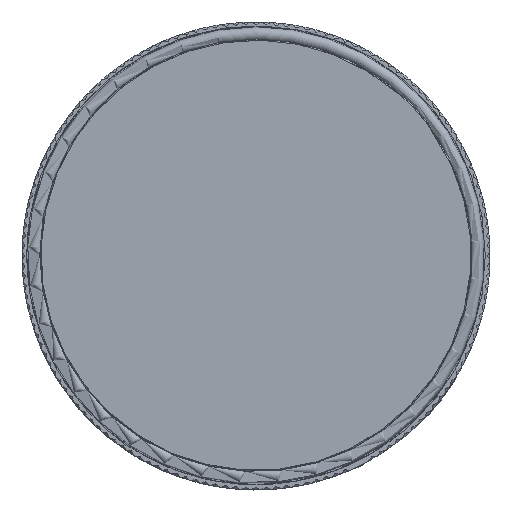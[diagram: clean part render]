
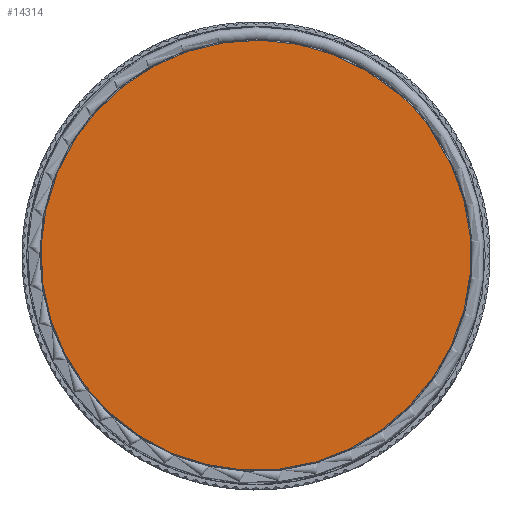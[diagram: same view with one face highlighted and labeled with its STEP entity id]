
A CAD part, top view. The second image highlights one B-rep face of the part: STEP entity #14314.
In plain terms, the highlighted planar face has unit normal (0, 0, 1).
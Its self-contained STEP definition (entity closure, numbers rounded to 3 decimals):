
#684=PLANE('',#15622);
#848=CIRCLE('',#14358,32.45);
#857=CIRCLE('',#14370,32.358);
#2393=FACE_OUTER_BOUND('',#3186,.T.);
#3186=EDGE_LOOP('',(#13443,#13444,#13445,#13446,#13447,#13448));
#3214=LINE('',#19475,#4153);
#4133=LINE('',#27555,#5072);
#4153=VECTOR('',#15722,10.);
#5072=VECTOR('',#19139,10.);
#5093=B_SPLINE_CURVE_WITH_KNOTS('',3,(#19327,#19328,#19329,#19330,#19331,
#19332),.UNSPECIFIED.,.F.,.F.,(4,2,4),(0.,0.031,0.069),
 .UNSPECIFIED.);
#5528=B_SPLINE_CURVE_WITH_KNOTS('',3,(#27556,#27557,#27558,#27559,#27560,
#27561),.UNSPECIFIED.,.F.,.F.,(4,2,4),(0.,0.039,0.07),
 .UNSPECIFIED.);
#5549=VERTEX_POINT('',#19321);
#5550=VERTEX_POINT('',#19326);
#5552=VERTEX_POINT('',#19376);
#5560=VERTEX_POINT('',#19402);
#5562=VERTEX_POINT('',#19407);
#5566=VERTEX_POINT('',#19474);
#6970=EDGE_CURVE('',#5549,#5550,#5093,.T.);
#6974=EDGE_CURVE('',#5549,#5552,#848,.T.);
#6986=EDGE_CURVE('',#5562,#5560,#857,.T.);
#6993=EDGE_CURVE('',#5562,#5566,#3214,.T.);
#9112=EDGE_CURVE('',#5550,#5560,#4133,.T.);
#9113=EDGE_CURVE('',#5566,#5552,#5528,.T.);
#13443=ORIENTED_EDGE('',*,*,#9112,.F.);
#13444=ORIENTED_EDGE('',*,*,#6970,.F.);
#13445=ORIENTED_EDGE('',*,*,#6974,.T.);
#13446=ORIENTED_EDGE('',*,*,#9113,.F.);
#13447=ORIENTED_EDGE('',*,*,#6993,.F.);
#13448=ORIENTED_EDGE('',*,*,#6986,.T.);
#14314=ADVANCED_FACE('',(#2393),#684,.T.);
#14358=AXIS2_PLACEMENT_3D('',#19381,#15688,#15689);
#14370=AXIS2_PLACEMENT_3D('',#19408,#15714,#15715);
#15622=AXIS2_PLACEMENT_3D('',#27554,#19137,#19138);
#15688=DIRECTION('center_axis',(0.,0.,1.));
#15689=DIRECTION('ref_axis',(0.848,0.53,0.));
#15714=DIRECTION('center_axis',(0.,0.,1.));
#15715=DIRECTION('ref_axis',(1.,0.,0.));
#15722=DIRECTION('',(0.87,-0.493,0.));
#19137=DIRECTION('center_axis',(0.,0.,1.));
#19138=DIRECTION('ref_axis',(0.,-1.,0.));
#19139=DIRECTION('',(0.399,-0.917,0.));
#19321=CARTESIAN_POINT('',(26.201,19.144,32.663));
#19326=CARTESIAN_POINT('',(26.542,18.518,32.663));
#19327=CARTESIAN_POINT('Ctrl Pts',(26.201,19.144,32.663));
#19328=CARTESIAN_POINT('Ctrl Pts',(26.262,19.061,32.663));
#19329=CARTESIAN_POINT('Ctrl Pts',(26.32,18.964,32.663));
#19330=CARTESIAN_POINT('Ctrl Pts',(26.431,18.759,32.663));
#19331=CARTESIAN_POINT('Ctrl Pts',(26.49,18.638,32.663));
#19332=CARTESIAN_POINT('Ctrl Pts',(26.542,18.518,32.663));
#19376=CARTESIAN_POINT('',(21.778,24.057,32.663));
#19381=CARTESIAN_POINT('Origin',(0.,0.,
32.663));
#19402=CARTESIAN_POINT('',(26.553,18.493,32.663));
#19407=CARTESIAN_POINT('',(21.167,24.474,32.663));
#19408=CARTESIAN_POINT('Origin',(0.,0.,32.663));
#19474=CARTESIAN_POINT('',(21.191,24.461,32.663));
#19475=CARTESIAN_POINT('',(20.251,24.993,32.663));
#27554=CARTESIAN_POINT('Origin',(0.,0.,32.663));
#27555=CARTESIAN_POINT('',(27.683,15.898,32.663));
#27556=CARTESIAN_POINT('Ctrl Pts',(21.191,24.461,32.663));
#27557=CARTESIAN_POINT('Ctrl Pts',(21.303,24.397,32.663));
#27558=CARTESIAN_POINT('Ctrl Pts',(21.417,24.327,32.663));
#27559=CARTESIAN_POINT('Ctrl Pts',(21.609,24.195,32.663));
#27560=CARTESIAN_POINT('Ctrl Pts',(21.701,24.126,32.663));
#27561=CARTESIAN_POINT('Ctrl Pts',(21.778,24.057,32.663));
